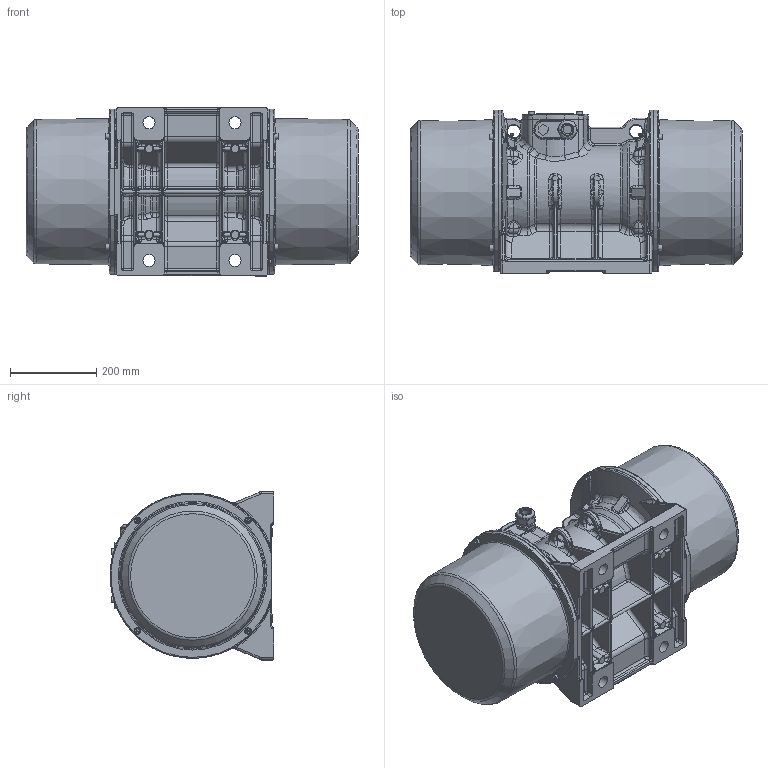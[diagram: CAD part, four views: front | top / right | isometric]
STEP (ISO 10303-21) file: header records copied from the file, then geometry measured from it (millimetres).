
FILE_DESCRIPTION (( 'STEP AP214' ), '1' );
FILE_NAME ('NEG 165190 50-60Hz.STEP', '2015-03-09T08:59:43', ( 'Netter' ), ( 'Microsoft' ), 'SwSTEP 2.0', 'SolidWorks 2015', '' );
FILE_SCHEMA (( 'AUTOMOTIVE_DESIGN' ));
Length unit declared in the file: millimetre
Products named in the file (1): NEG 165190 50-60Hz
Bounding box: 772 x 381 x 391.5 mm (x, y, z)
Volume: 12379180.7 mm3; surface area: 2749896.3 mm2
Topology: 14 solids, 15 shells, 3557 faces, 9403 edges, 5292 vertices
Faces by surface type: bspline 1373, plane 1243, cylinder 877, cone 34, torus 30
Full cylindrical faces by diameter (mm): 3 x2, 3.2 x4, 4.5 x1, 5 x5, 6 x2, 6.75 x4, 8 x12, 8.4 x10, 8.5 x10, 9 x4, 9.728 x2, 10 x1, 11 x8, 13 x14, 15 x8, 18 x1, 18.5 x1, 20 x2, 23 x1, 26 x3, 28 x4, 30 x6, 30.5 x1, 33 x1, 36 x1, 42 x1, 55 x4, 135 x2, 136 x1, 145.5 x1
Entity records: 279217 total; most frequent: CARTESIAN_POINT 204192, ORIENTED_EDGE 17212, DIRECTION 10013, EDGE_CURVE 8606, VERTEX_POINT 5187, EDGE_LOOP 3967, B_SPLINE_CURVE_WITH_KNOTS 3858, FACE_OUTER_BOUND 3778
